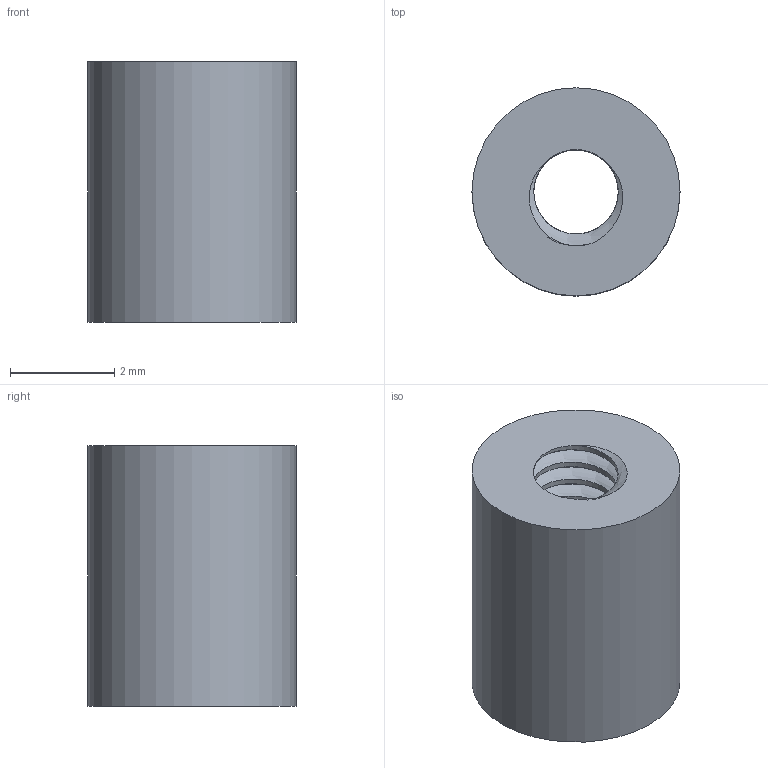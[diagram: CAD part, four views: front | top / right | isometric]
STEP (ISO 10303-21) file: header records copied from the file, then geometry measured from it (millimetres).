
FILE_DESCRIPTION(/* description */ (''),/* implementation_level */ '2;1');
FILE_NAME(/* name */ 'PCBWAY AGAIN TOP FRAME RIVNUTX4.step',/* time_stamp */ '2025-12-06T08:11:05Z',/* author */ (''),/* organization */ (''),/* preprocessor_version */ 'ST-DEVELOPER v20.1',/* originating_system */ 'Autodesk Translation Framework v14.21.0.0',/* authorisation */ '');
FILE_SCHEMA (('AUTOMOTIVE_DESIGN { 1 0 10303 214 3 1 1 }'));
Length unit declared in the file: millimetre
Products named in the file (2): PCBWAY AGAIN; RIVNUT
Assembly tree (1 placements, depth 2):
  PCBWAY AGAIN
    RIVNUT
Bounding box: 4 x 4 x 5 mm (x, y, z)
Volume: 49.9 mm3; surface area: 130.1 mm2
Topology: 1 solids, 1 shells, 32 faces, 90 edges, 60 vertices
Faces by surface type: cylinder 28, bspline 2, plane 2
Full cylindrical faces by diameter (mm): 1.623 x6, 2.074 x2, 4 x1
Entity records: 2770 total; most frequent: CARTESIAN_POINT 1923, ORIENTED_EDGE 180, DIRECTION 104, EDGE_CURVE 90, VERTEX_POINT 60, B_SPLINE_CURVE_WITH_KNOTS 58, AXIS2_PLACEMENT_3D 39, EDGE_LOOP 34
